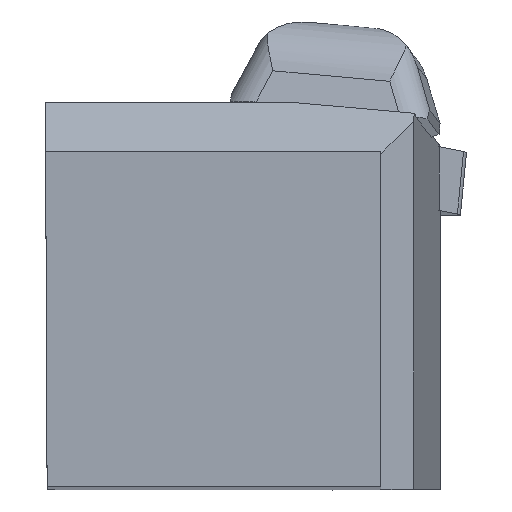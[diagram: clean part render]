
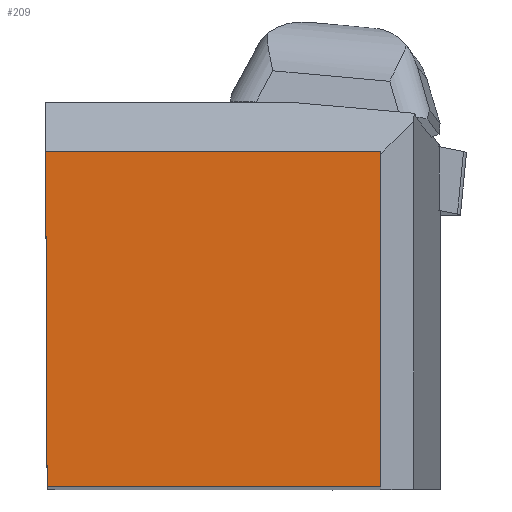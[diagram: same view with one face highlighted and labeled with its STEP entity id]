
A CAD part, top view. The second image highlights one B-rep face of the part: STEP entity #209.
In plain terms, the highlighted planar face has unit normal (0, 0, 1).
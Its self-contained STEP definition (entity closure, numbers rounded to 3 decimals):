
#145=FACE_OUTER_BOUND('',#599,.T.);
#209=ADVANCED_FACE('BLANK_BOXF006',(#145),#267,.F.);
#267=PLANE('',#1423);
#359=LINE('',#2069,#491);
#360=LINE('',#2072,#492);
#361=LINE('',#2074,#493);
#362=LINE('',#2076,#494);
#491=VECTOR('',#1639,1.);
#492=VECTOR('',#1640,1.);
#493=VECTOR('',#1641,1.);
#494=VECTOR('',#1642,1.);
#599=EDGE_LOOP('',(#760,#761,#762,#763));
#760=ORIENTED_EDGE('',*,*,#1191,.T.);
#761=ORIENTED_EDGE('',*,*,#1192,.T.);
#762=ORIENTED_EDGE('',*,*,#1193,.T.);
#763=ORIENTED_EDGE('',*,*,#1194,.T.);
#1058=VERTEX_POINT('',#2070);
#1059=VERTEX_POINT('',#2071);
#1060=VERTEX_POINT('',#2073);
#1061=VERTEX_POINT('',#2075);
#1191=EDGE_CURVE('',#1058,#1059,#359,.T.);
#1192=EDGE_CURVE('',#1059,#1060,#360,.T.);
#1193=EDGE_CURVE('',#1060,#1061,#361,.T.);
#1194=EDGE_CURVE('',#1061,#1058,#362,.T.);
#1423=AXIS2_PLACEMENT_3D('',#2077,#1643,#1644);
#1639=DIRECTION('',(0.,1.,0.));
#1640=DIRECTION('',(-1.,0.,0.));
#1641=DIRECTION('',(0.004,-1.,0.));
#1642=DIRECTION('',(1.,0.,0.));
#1643=DIRECTION('',(0.,0.,-1.));
#1644=DIRECTION('',(1.,0.,0.));
#2069=CARTESIAN_POINT('',(25.273,-164.4,0.));
#2070=CARTESIAN_POINT('',(25.273,0.,0.));
#2071=CARTESIAN_POINT('',(25.273,25.273,0.));
#2072=CARTESIAN_POINT('',(164.4,25.273,0.));
#2073=CARTESIAN_POINT('',(0.,25.273,0.));
#2074=CARTESIAN_POINT('',(-0.607,164.398,0.));
#2075=CARTESIAN_POINT('',(0.11,0.,0.));
#2076=CARTESIAN_POINT('',(-164.4,0.,0.));
#2077=CARTESIAN_POINT('',(43.75,-5.,0.));
